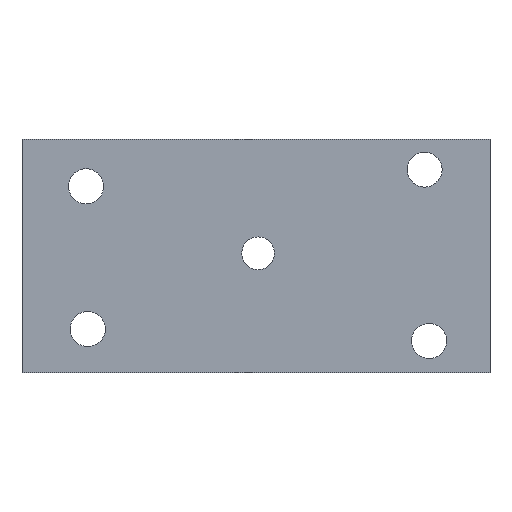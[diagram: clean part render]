
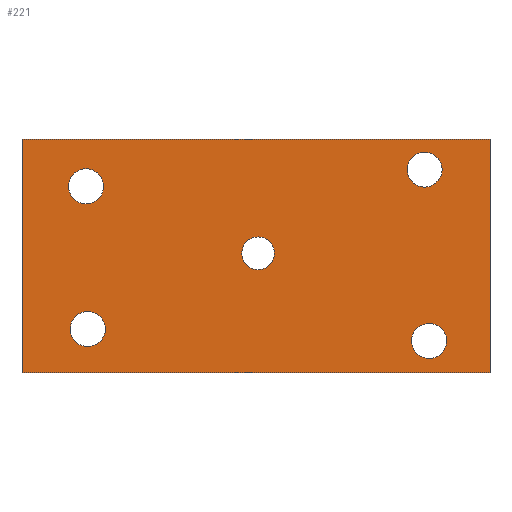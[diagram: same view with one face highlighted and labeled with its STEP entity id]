
A CAD part, front view. The second image highlights one B-rep face of the part: STEP entity #221.
In plain terms, the highlighted planar face has unit normal (0, -1, 0).
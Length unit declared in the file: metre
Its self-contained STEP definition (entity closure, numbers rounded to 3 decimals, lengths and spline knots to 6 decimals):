
#12=CIRCLE('',#243,0.001875);
#14=CIRCLE('',#246,0.001875);
#16=CIRCLE('',#249,0.001875);
#18=CIRCLE('',#253,0.001875);
#20=CIRCLE('',#256,0.00175);
#54=ORIENTED_EDGE('',*,*,#98,.T.);
#55=ORIENTED_EDGE('',*,*,#80,.F.);
#56=ORIENTED_EDGE('',*,*,#84,.F.);
#57=ORIENTED_EDGE('',*,*,#87,.F.);
#58=ORIENTED_EDGE('',*,*,#95,.F.);
#59=ORIENTED_EDGE('',*,*,#92,.F.);
#60=ORIENTED_EDGE('',*,*,#90,.F.);
#61=ORIENTED_EDGE('',*,*,#88,.F.);
#62=ORIENTED_EDGE('',*,*,#96,.F.);
#80=EDGE_CURVE('',#104,#105,#124,.T.);
#84=EDGE_CURVE('',#107,#104,#128,.T.);
#87=EDGE_CURVE('',#109,#107,#131,.T.);
#88=EDGE_CURVE('',#110,#110,#12,.T.);
#90=EDGE_CURVE('',#112,#112,#14,.T.);
#92=EDGE_CURVE('',#114,#114,#16,.T.);
#95=EDGE_CURVE('',#105,#109,#133,.T.);
#96=EDGE_CURVE('',#116,#116,#18,.T.);
#98=EDGE_CURVE('',#118,#118,#20,.F.);
#104=VERTEX_POINT('',#334);
#105=VERTEX_POINT('',#336);
#107=VERTEX_POINT('',#342);
#109=VERTEX_POINT('',#348);
#110=VERTEX_POINT('',#352);
#112=VERTEX_POINT('',#357);
#114=VERTEX_POINT('',#362);
#116=VERTEX_POINT('',#370);
#118=VERTEX_POINT('',#375);
#124=LINE('',#335,#136);
#128=LINE('',#343,#140);
#131=LINE('',#349,#143);
#133=LINE('',#367,#145);
#136=VECTOR('',#270,1.);
#140=VECTOR('',#276,1.);
#143=VECTOR('',#281,1.);
#145=VECTOR('',#303,1.);
#158=EDGE_LOOP('',(#54));
#159=EDGE_LOOP('',(#55,#56,#57,#58));
#160=EDGE_LOOP('',(#59));
#161=EDGE_LOOP('',(#60));
#162=EDGE_LOOP('',(#61));
#163=EDGE_LOOP('',(#62));
#188=FACE_BOUND('',#158,.T.);
#189=FACE_BOUND('',#159,.T.);
#190=FACE_BOUND('',#160,.T.);
#191=FACE_BOUND('',#161,.T.);
#192=FACE_BOUND('',#162,.T.);
#193=FACE_BOUND('',#163,.T.);
#210=PLANE('',#255);
#221=ADVANCED_FACE('',(#188,#189,#190,#191,#192,#193),#210,.T.);
#243=AXIS2_PLACEMENT_3D('',#351,#284,#285);
#246=AXIS2_PLACEMENT_3D('',#356,#290,#291);
#249=AXIS2_PLACEMENT_3D('',#361,#296,#297);
#253=AXIS2_PLACEMENT_3D('',#369,#306,#307);
#255=AXIS2_PLACEMENT_3D('',#373,#310,#311);
#256=AXIS2_PLACEMENT_3D('',#374,#312,#313);
#270=DIRECTION('',(-1.,0.,0.));
#276=DIRECTION('',(0.,0.,-1.));
#281=DIRECTION('',(1.,0.,0.));
#284=DIRECTION('',(0.,-1.,0.));
#285=DIRECTION('',(0.,0.,-1.));
#290=DIRECTION('',(0.,-1.,0.));
#291=DIRECTION('',(0.,0.,-1.));
#296=DIRECTION('',(0.,-1.,0.));
#297=DIRECTION('',(0.,0.,-1.));
#303=DIRECTION('',(0.,0.,1.));
#306=DIRECTION('',(0.,-1.,0.));
#307=DIRECTION('',(0.,0.,-1.));
#310=DIRECTION('',(0.,-1.,0.));
#311=DIRECTION('',(1.,0.,0.));
#312=DIRECTION('',(0.,-1.,0.));
#313=DIRECTION('',(0.,0.,-1.));
#334=CARTESIAN_POINT('',(-0.011243,-0.005,0.005841));
#335=CARTESIAN_POINT('',(-0.053765,-0.005,0.005841));
#336=CARTESIAN_POINT('',(-0.061243,-0.005,0.005841));
#342=CARTESIAN_POINT('',(-0.011243,-0.005,0.030841));
#343=CARTESIAN_POINT('',(-0.011243,-0.005,0.018341));
#348=CARTESIAN_POINT('',(-0.061243,-0.005,0.030841));
#349=CARTESIAN_POINT('',(-0.053765,-0.005,0.030841));
#351=CARTESIAN_POINT('',(-0.017744,-0.005,0.009271));
#352=CARTESIAN_POINT('',(-0.017744,-0.005,0.007396));
#356=CARTESIAN_POINT('',(-0.054222,-0.005,0.010537));
#357=CARTESIAN_POINT('',(-0.054222,-0.005,0.008662));
#361=CARTESIAN_POINT('',(-0.054404,-0.005,0.025781));
#362=CARTESIAN_POINT('',(-0.054404,-0.005,0.023906));
#367=CARTESIAN_POINT('',(-0.061243,-0.005,0.018341));
#369=CARTESIAN_POINT('',(-0.018231,-0.005,0.027576));
#370=CARTESIAN_POINT('',(-0.018231,-0.005,0.025701));
#373=CARTESIAN_POINT('',(-0.036243,-0.005,0.018341));
#374=CARTESIAN_POINT('',(-0.036014,-0.005,0.018627));
#375=CARTESIAN_POINT('',(-0.036014,-0.005,0.016877));
